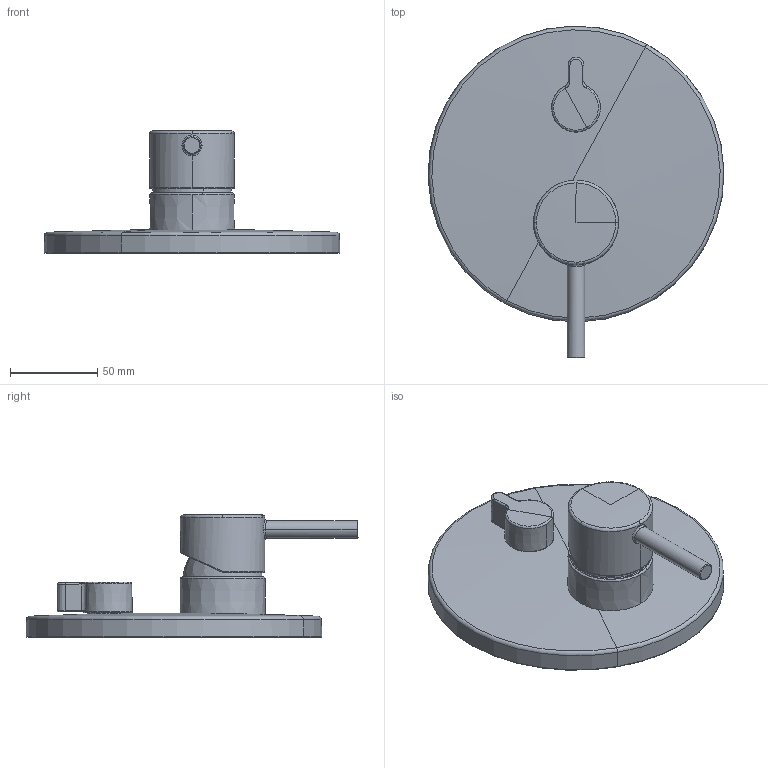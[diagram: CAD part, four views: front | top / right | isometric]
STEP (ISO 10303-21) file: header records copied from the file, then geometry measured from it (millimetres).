
FILE_DESCRIPTION (( 'STEP AP203' ), '1' );
FILE_NAME ('82603077+82609077.STEP', '2022-04-21T08:40:06', ( '' ), ( '' ), 'SwSTEP 2.0', 'SolidWorks 2016', '' );
FILE_SCHEMA (( 'CONFIG_CONTROL_DESIGN' ));
Length unit declared in the file: millimetre
Products named in the file (1): 82603077+82609077
Bounding box: 169.95 x 190.73 x 70.52 mm (x, y, z)
Volume: 415368.7 mm3; surface area: 64345.6 mm2
Topology: 1 solids, 1 shells, 69 faces, 172 edges, 107 vertices
Faces by surface type: bspline 27, torus 12, cylinder 10, plane 9, cone 7, sphere 4
Entity records: 4731 total; most frequent: CARTESIAN_POINT 3233, ORIENTED_EDGE 342, DIRECTION 235, EDGE_CURVE 171, VERTEX_POINT 107, AXIS2_PLACEMENT_3D 107, B_SPLINE_CURVE_WITH_KNOTS 77, EDGE_LOOP 72
